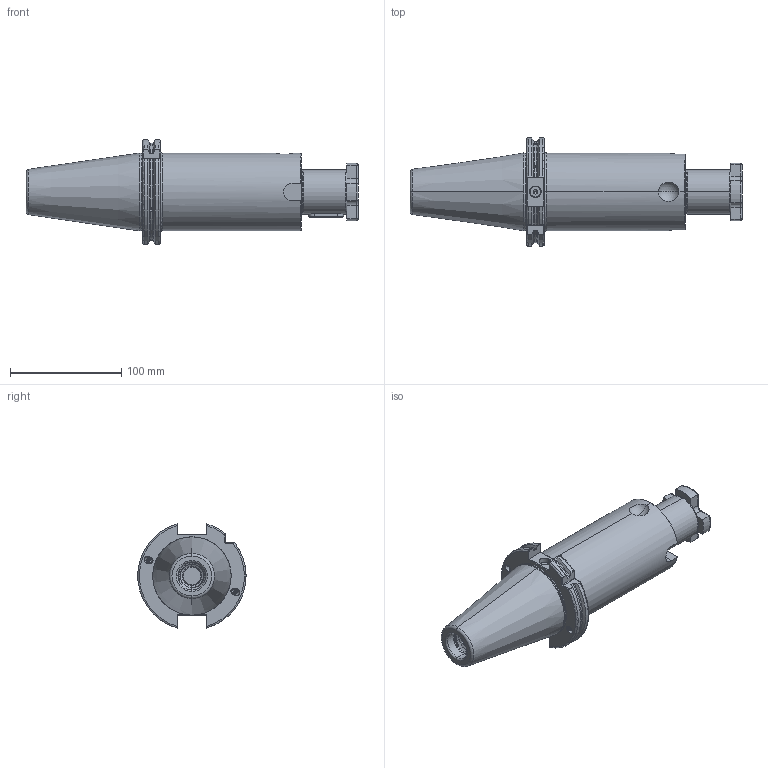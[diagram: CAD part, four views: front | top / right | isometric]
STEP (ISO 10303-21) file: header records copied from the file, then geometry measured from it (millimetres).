
FILE_DESCRIPTION (( 'STEP AP203' ), '1' );
FILE_NAME ('503.10.40.2.STEP', '2016-07-23T01:28:03', ( '' ), ( '' ), 'SwSTEP 2.0', 'SolidWorks 2012', '' );
FILE_SCHEMA (( 'CONFIG_CONTROL_DESIGN' ));
Length unit declared in the file: millimetre
Products named in the file (4): 503.10.40.2; 十字螺絲FMB40; SC40用鍵_10x8x32L
Assembly tree (3 placements, depth 2):
  503.10.40.2
    503.10.40.2
    十字螺絲FMB40
    SC40用鍵_10x8x32L
Bounding box: 298.75 x 97.32 x 93.81 mm (x, y, z)
Volume: 820681.2 mm3; surface area: 100858.3 mm2
Topology: 3 solids, 3 shells, 418 faces, 1122 edges, 700 vertices
Faces by surface type: cylinder 198, plane 83, cone 51, torus 51, bspline 33, sphere 2
Entity records: 30818 total; most frequent: CARTESIAN_POINT 21093, ORIENTED_EDGE 2216, DIRECTION 1681, EDGE_CURVE 1108, VERTEX_POINT 700, AXIS2_PLACEMENT_3D 648, EDGE_LOOP 434, FACE_OUTER_BOUND 418
